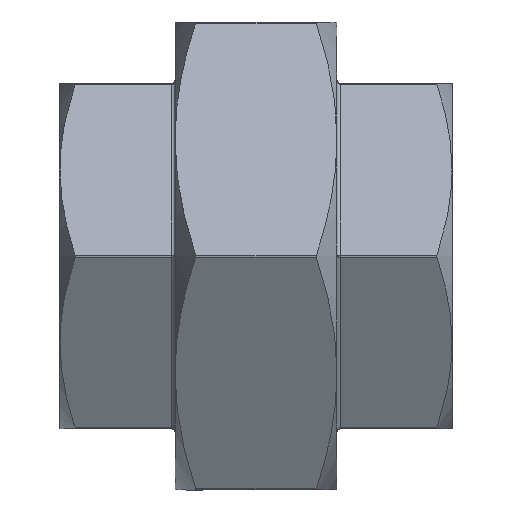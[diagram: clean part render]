
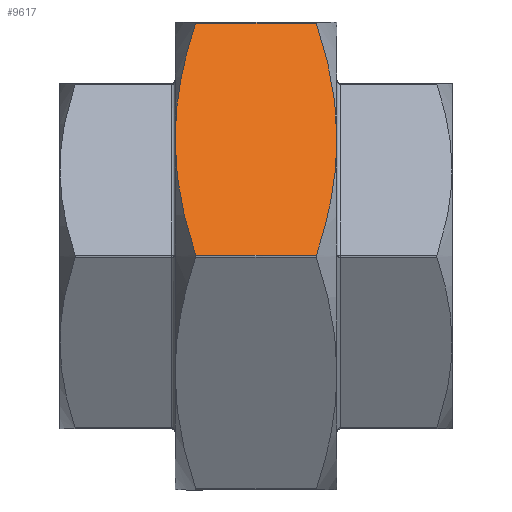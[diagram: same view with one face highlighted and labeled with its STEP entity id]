
A CAD part, front view. The second image highlights one B-rep face of the part: STEP entity #9617.
In plain terms, the highlighted planar face has unit normal (0, -0.866, 0.5).
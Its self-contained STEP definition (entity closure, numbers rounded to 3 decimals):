
#338 = CARTESIAN_POINT ( 'NONE',  ( -8.397, -37.441, 0.15 ) ) ;
#365 = CARTESIAN_POINT ( 'NONE',  ( -8.397, -18.85, 32.35 ) ) ;
#368 = CARTESIAN_POINT ( 'NONE',  ( 8.397, -37.441, 0.15 ) ) ;
#389 = CARTESIAN_POINT ( 'NONE',  ( -11.25, -28.146, 16.25 ) ) ;
#659 = CARTESIAN_POINT ( 'NONE',  ( 8.397, -18.85, 32.35 ) ) ;
#693 = CARTESIAN_POINT ( 'NONE',  ( 11.25, -28.146, 16.25 ) ) ;
#1832 = VECTOR ( 'NONE', #10746, 1000. ) ;
#2015 = AXIS2_PLACEMENT_3D ( 'NONE', #9227, #9187, #9222 ) ;
#2132 = VECTOR ( 'NONE', #10656, 1000. ) ;
#3474 = EDGE_LOOP ( 'NONE', ( #11367, #11368, #11400, #11359, #11324, #11340 ) ) ;
#3546 = VERTEX_POINT ( 'NONE', #693 ) ;
#3607 = VERTEX_POINT ( 'NONE', #659 ) ;
#3616 = VERTEX_POINT ( 'NONE', #389 ) ;
#3636 = VERTEX_POINT ( 'NONE', #368 ) ;
#3658 = VERTEX_POINT ( 'NONE', #338 ) ;
#3662 = VERTEX_POINT ( 'NONE', #365 ) ;
#6920 =( BOUNDED_CURVE ( )  B_SPLINE_CURVE ( 2, ( #10733, #10713, #10724 ),
 .UNSPECIFIED., .F., .T. ) 
 B_SPLINE_CURVE_WITH_KNOTS ( ( 3, 3 ),
 ( 0.769, 2.769 ),
 .UNSPECIFIED. ) 
 CURVE ( )  GEOMETRIC_REPRESENTATION_ITEM ( )  RATIONAL_B_SPLINE_CURVE ( ( 1.029, 1.052, 1. ) ) 
 REPRESENTATION_ITEM ( '' )  );
#6921 =( BOUNDED_CURVE ( )  B_SPLINE_CURVE ( 2, ( #10743, #10748, #10699 ),
 .UNSPECIFIED., .F., .T. ) 
 B_SPLINE_CURVE_WITH_KNOTS ( ( 3, 3 ),
 ( 0.769, 2.769 ),
 .UNSPECIFIED. ) 
 CURVE ( )  GEOMETRIC_REPRESENTATION_ITEM ( )  RATIONAL_B_SPLINE_CURVE ( ( 1.029, 1.052, 1. ) ) 
 REPRESENTATION_ITEM ( '' )  );
#6922 =( BOUNDED_CURVE ( )  B_SPLINE_CURVE ( 2, ( #10625, #10650, #10611 ),
 .UNSPECIFIED., .F., .T. ) 
 B_SPLINE_CURVE_WITH_KNOTS ( ( 3, 3 ),
 ( 2.769, 4.769 ),
 .UNSPECIFIED. ) 
 CURVE ( )  GEOMETRIC_REPRESENTATION_ITEM ( )  RATIONAL_B_SPLINE_CURVE ( ( 1., 1.052, 1.029 ) ) 
 REPRESENTATION_ITEM ( '' )  );
#6937 =( BOUNDED_CURVE ( )  B_SPLINE_CURVE ( 2, ( #10622, #10638, #10615 ),
 .UNSPECIFIED., .F., .T. ) 
 B_SPLINE_CURVE_WITH_KNOTS ( ( 3, 3 ),
 ( 2.769, 4.769 ),
 .UNSPECIFIED. ) 
 CURVE ( )  GEOMETRIC_REPRESENTATION_ITEM ( )  RATIONAL_B_SPLINE_CURVE ( ( 1., 1.052, 1.029 ) ) 
 REPRESENTATION_ITEM ( '' )  );
#9184 = FACE_OUTER_BOUND ( 'NONE', #3474, .T. ) ;
#9187 = DIRECTION ( 'NONE',  ( 0., -0.866, 0.5 ) ) ;
#9202 = PLANE ( 'NONE',  #2015 ) ;
#9222 = DIRECTION ( 'NONE',  ( 0., 0.5, 0.866 ) ) ;
#9227 = CARTESIAN_POINT ( 'NONE',  ( 0., -37.528, 0. ) ) ;
#9617 = ADVANCED_FACE ( 'NONE', ( #9184 ), #9202, .T. ) ;
#9806 = EDGE_CURVE ( 'NONE', #3546, #3607, #6937, .T. ) ;
#9808 = EDGE_CURVE ( 'NONE', #3616, #3658, #6922, .T. ) ;
#9813 = EDGE_CURVE ( 'NONE', #3636, #3658, #10639, .T. ) ;
#9823 = EDGE_CURVE ( 'NONE', #3636, #3546, #6920, .T. ) ;
#9829 = EDGE_CURVE ( 'NONE', #3662, #3607, #10727, .T. ) ;
#9832 = EDGE_CURVE ( 'NONE', #3662, #3616, #6921, .T. ) ;
#10611 = CARTESIAN_POINT ( 'NONE',  ( -8.397, -37.441, 0.15 ) ) ;
#10615 = CARTESIAN_POINT ( 'NONE',  ( 8.397, -18.85, 32.35 ) ) ;
#10622 = CARTESIAN_POINT ( 'NONE',  ( 11.25, -28.146, 16.25 ) ) ;
#10625 = CARTESIAN_POINT ( 'NONE',  ( -11.25, -28.146, 16.25 ) ) ;
#10638 = CARTESIAN_POINT ( 'NONE',  ( 11.25, -23.827, 23.731 ) ) ;
#10639 = LINE ( 'NONE', #10662, #2132 ) ;
#10650 = CARTESIAN_POINT ( 'NONE',  ( -11.25, -32.465, 8.769 ) ) ;
#10656 = DIRECTION ( 'NONE',  ( -1., 0., 0. ) ) ;
#10662 = CARTESIAN_POINT ( 'NONE',  ( 0., -37.441, 0.15 ) ) ;
#10699 = CARTESIAN_POINT ( 'NONE',  ( -11.25, -28.146, 16.25 ) ) ;
#10712 = CARTESIAN_POINT ( 'NONE',  ( 0., -18.85, 32.35 ) ) ;
#10713 = CARTESIAN_POINT ( 'NONE',  ( 11.25, -32.465, 8.769 ) ) ;
#10724 = CARTESIAN_POINT ( 'NONE',  ( 11.25, -28.146, 16.25 ) ) ;
#10727 = LINE ( 'NONE', #10712, #1832 ) ;
#10733 = CARTESIAN_POINT ( 'NONE',  ( 8.397, -37.441, 0.15 ) ) ;
#10743 = CARTESIAN_POINT ( 'NONE',  ( -8.397, -18.85, 32.35 ) ) ;
#10746 = DIRECTION ( 'NONE',  ( 1., 0., 0. ) ) ;
#10748 = CARTESIAN_POINT ( 'NONE',  ( -11.25, -23.827, 23.731 ) ) ;
#11324 = ORIENTED_EDGE ( 'NONE', *, *, #9832, .T. ) ;
#11340 = ORIENTED_EDGE ( 'NONE', *, *, #9808, .T. ) ;
#11359 = ORIENTED_EDGE ( 'NONE', *, *, #9829, .F. ) ;
#11367 = ORIENTED_EDGE ( 'NONE', *, *, #9813, .F. ) ;
#11368 = ORIENTED_EDGE ( 'NONE', *, *, #9823, .T. ) ;
#11400 = ORIENTED_EDGE ( 'NONE', *, *, #9806, .T. ) ;
